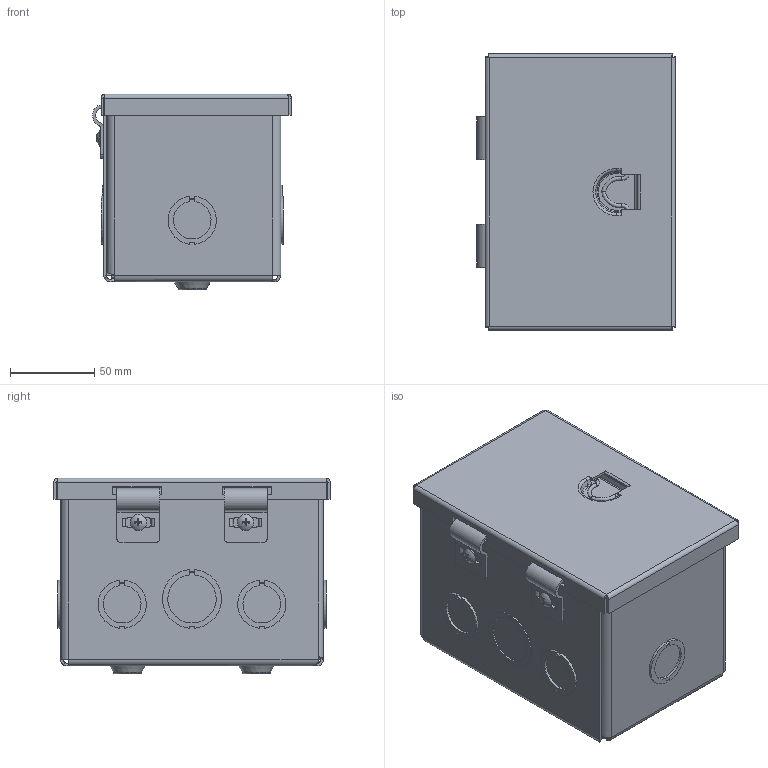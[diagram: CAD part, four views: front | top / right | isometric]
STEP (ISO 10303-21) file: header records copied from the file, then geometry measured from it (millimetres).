
FILE_DESCRIPTION(/* description */ ('BACKS - 6"X4"'),/* implementation_level */ '2;1');
FILE_NAME(/* name */ 'A040604.stp',/* time_stamp */ '2015-02-18T15:59:11+05:00',/* author */ ('ps'),/* organization */ (''),/* preprocessor_version */ 'ST-DEVELOPER v15.2',/* originating_system */ 'Autodesk Inventor 2014',/* authorisation */ '');
FILE_SCHEMA (('AUTOMOTIVE_DESIGN { 1 0 10303 214 3 1 1 }'));
Length unit declared in the file: inch
Products named in the file (7): A0406BA; A040604WRA; 31816; 372177; A0406LFA; 35010; A040604
Bounding box: 117.77 x 163.49 x 115.98 mm (x, y, z)
Volume: 176385.8 mm3; surface area: 230991.9 mm2
Topology: 19 solids, 21 shells, 707 faces, 1728 edges, 1074 vertices
Faces by surface type: plane 408, cylinder 151, bspline 63, torus 40, cone 25, sphere 20
Full cylindrical faces by diameter (mm): 3.556 x2, 4.166 x2, 7.144 x2, 9.754 x2
Entity records: 20752 total; most frequent: CARTESIAN_POINT 5565, ORIENTED_EDGE 3094, DIRECTION 2798, EDGE_CURVE 1475, LINE 1030, VECTOR 1030, VERTEX_POINT 931, AXIS2_PLACEMENT_3D 884
